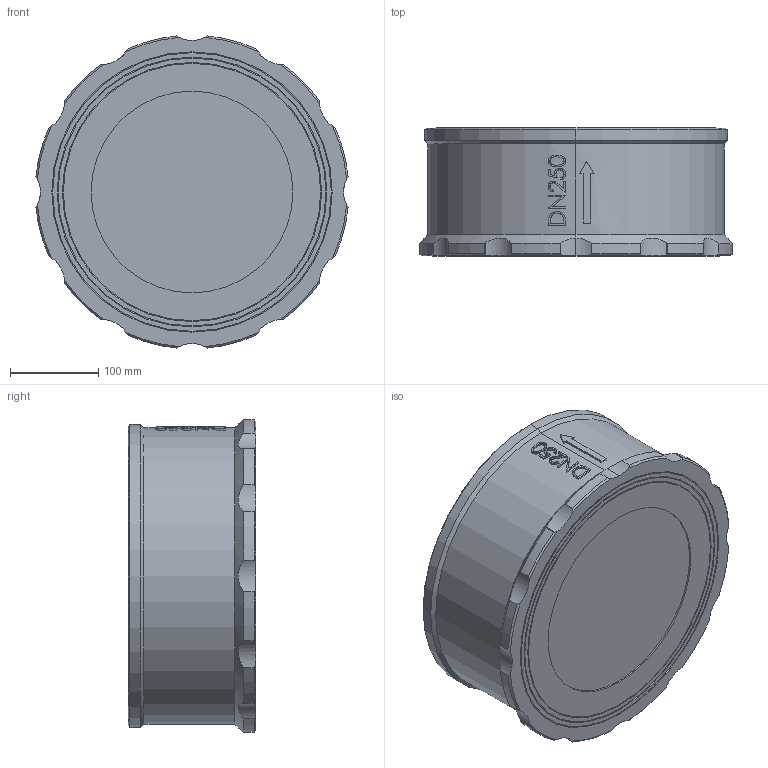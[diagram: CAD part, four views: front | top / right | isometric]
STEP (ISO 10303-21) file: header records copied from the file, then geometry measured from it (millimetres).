
FILE_DESCRIPTION (( 'STEP AP214' ), '1' );
FILE_NAME ('932-250.STEP', '2012-07-03T13:16:25', ( 'rals' ), ( 'Hewlett-Packard Company' ), 'SwSTEP 2.0', 'SolidWorks 2011', '' );
FILE_SCHEMA (( 'AUTOMOTIVE_DESIGN' ));
Length unit declared in the file: millimetre
Products named in the file (1): 932-250
Bounding box: 354.24 x 145 x 354.24 mm (x, y, z)
Volume: 12743494.8 mm3; surface area: 358872.9 mm2
Topology: 1 solids, 1 shells, 145 faces, 375 edges, 247 vertices
Faces by surface type: cylinder 43, bspline 38, plane 36, cone 18, torus 10
Entity records: 14369 total; most frequent: CARTESIAN_POINT 11111, ORIENTED_EDGE 750, DIRECTION 545, EDGE_CURVE 375, VERTEX_POINT 247, AXIS2_PLACEMENT_3D 227, B_SPLINE_CURVE_WITH_KNOTS 165, EDGE_LOOP 160
